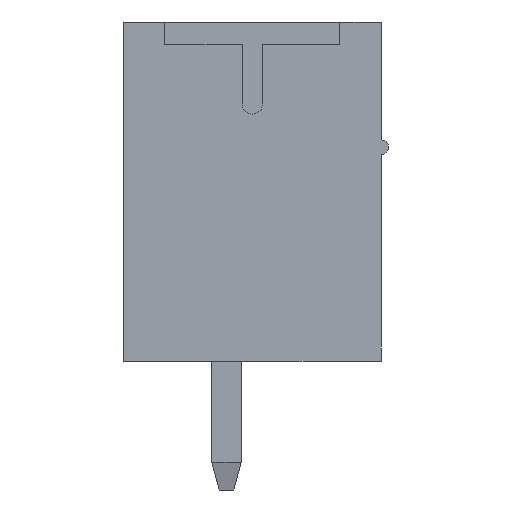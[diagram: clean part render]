
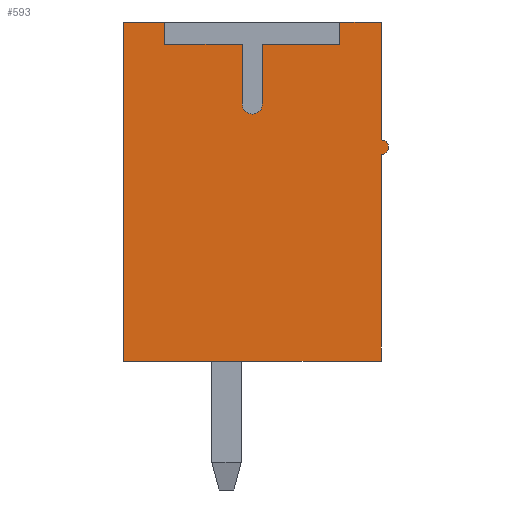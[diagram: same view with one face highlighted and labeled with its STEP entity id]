
A CAD part, left-side view. The second image highlights one B-rep face of the part: STEP entity #593.
In plain terms, the highlighted planar face has unit normal (-1, 0, 0).
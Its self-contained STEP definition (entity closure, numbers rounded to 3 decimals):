
#593 = ADVANCED_FACE( '', ( #1395 ), #1396, .F. );
#1395 = FACE_OUTER_BOUND( '', #2461, .T. );
#1396 = PLANE( '', #2462 );
#2461 = EDGE_LOOP( '', ( #3977, #3978, #3979, #3980, #3981, #3982, #3983, #3984, #3985, #3986, #3987, #3988, #3989, #3990 ) );
#2462 = AXIS2_PLACEMENT_3D( '', #3991, #3992, #3993 );
#3977 = ORIENTED_EDGE( '', *, *, #6971, .T. );
#3978 = ORIENTED_EDGE( '', *, *, #6972, .T. );
#3979 = ORIENTED_EDGE( '', *, *, #6572, .T. );
#3980 = ORIENTED_EDGE( '', *, *, #6973, .T. );
#3981 = ORIENTED_EDGE( '', *, *, #6974, .T. );
#3982 = ORIENTED_EDGE( '', *, *, #6975, .T. );
#3983 = ORIENTED_EDGE( '', *, *, #6976, .T. );
#3984 = ORIENTED_EDGE( '', *, *, #6977, .T. );
#3985 = ORIENTED_EDGE( '', *, *, #6978, .T. );
#3986 = ORIENTED_EDGE( '', *, *, #6979, .T. );
#3987 = ORIENTED_EDGE( '', *, *, #6923, .T. );
#3988 = ORIENTED_EDGE( '', *, *, #6980, .T. );
#3989 = ORIENTED_EDGE( '', *, *, #6981, .T. );
#3990 = ORIENTED_EDGE( '', *, *, #6982, .T. );
#3991 = CARTESIAN_POINT( '', ( -13.78, 0., 2.375 ) );
#3992 = DIRECTION( '', ( 1., 0., 0. ) );
#3993 = DIRECTION( '', ( 0., 0., -1. ) );
#6572 = EDGE_CURVE( '', #7871, #7869, #7872, .T. );
#6923 = EDGE_CURVE( '', #8483, #8484, #8485, .T. );
#6971 = EDGE_CURVE( '', #8569, #8570, #8571, .T. );
#6972 = EDGE_CURVE( '', #8570, #7871, #8572, .T. );
#6973 = EDGE_CURVE( '', #7869, #8573, #8574, .T. );
#6974 = EDGE_CURVE( '', #8573, #8575, #8576, .T. );
#6975 = EDGE_CURVE( '', #8575, #8577, #8578, .T. );
#6976 = EDGE_CURVE( '', #8577, #8579, #8580, .T. );
#6977 = EDGE_CURVE( '', #8579, #8581, #8582, .T. );
#6978 = EDGE_CURVE( '', #8581, #8583, #8584, .T. );
#6979 = EDGE_CURVE( '', #8583, #8483, #8585, .T. );
#6980 = EDGE_CURVE( '', #8484, #8586, #8587, .T. );
#6981 = EDGE_CURVE( '', #8586, #8588, #8589, .T. );
#6982 = EDGE_CURVE( '', #8588, #8569, #8590, .F. );
#7869 = VERTEX_POINT( '', #9793 );
#7871 = VERTEX_POINT( '', #9796 );
#7872 = LINE( '', #9797, #9798 );
#8483 = VERTEX_POINT( '', #10683 );
#8484 = VERTEX_POINT( '', #10684 );
#8485 = LINE( '', #10685, #10686 );
#8569 = VERTEX_POINT( '', #10816 );
#8570 = VERTEX_POINT( '', #10817 );
#8571 = LINE( '', #10818, #10819 );
#8572 = LINE( '', #10820, #10821 );
#8573 = VERTEX_POINT( '', #10822 );
#8574 = LINE( '', #10823, #10824 );
#8575 = VERTEX_POINT( '', #10825 );
#8576 = LINE( '', #10826, #10827 );
#8577 = VERTEX_POINT( '', #10828 );
#8578 = CIRCLE( '', #10829, 0.275 );
#8579 = VERTEX_POINT( '', #10830 );
#8580 = LINE( '', #10831, #10832 );
#8581 = VERTEX_POINT( '', #10833 );
#8582 = LINE( '', #10834, #10835 );
#8583 = VERTEX_POINT( '', #10836 );
#8584 = LINE( '', #10837, #10838 );
#8585 = LINE( '', #10839, #10840 );
#8586 = VERTEX_POINT( '', #10841 );
#8587 = LINE( '', #10842, #10843 );
#8588 = VERTEX_POINT( '', #10844 );
#8589 = LINE( '', #10845, #10846 );
#8590 = CIRCLE( '', #10847, 0.2 );
#9793 = CARTESIAN_POINT( '', ( -13.78, -2.375, 4. ) );
#9796 = CARTESIAN_POINT( '', ( -13.78, -2.375, 4.6 ) );
#9797 = CARTESIAN_POINT( '', ( -13.78, -2.375, 4.6 ) );
#9798 = VECTOR( '', #12547, 1000. );
#10683 = CARTESIAN_POINT( '', ( -13.78, 3.5, 4.6 ) );
#10684 = CARTESIAN_POINT( '', ( -13.78, 3.5, -4.6 ) );
#10685 = CARTESIAN_POINT( '', ( -13.78, 3.5, 4.6 ) );
#10686 = VECTOR( '', #12864, 1000. );
#10816 = CARTESIAN_POINT( '', ( -13.78, -3.5, 1.4 ) );
#10817 = CARTESIAN_POINT( '', ( -13.78, -3.5, 4.6 ) );
#10818 = CARTESIAN_POINT( '', ( -13.78, -3.5, 1.4 ) );
#10819 = VECTOR( '', #12911, 1000. );
#10820 = CARTESIAN_POINT( '', ( -13.78, -3.871, 4.6 ) );
#10821 = VECTOR( '', #12912, 1000. );
#10822 = CARTESIAN_POINT( '', ( -13.78, -0.275, 4. ) );
#10823 = CARTESIAN_POINT( '', ( -13.78, -2.375, 4. ) );
#10824 = VECTOR( '', #12913, 1000. );
#10825 = CARTESIAN_POINT( '', ( -13.78, -0.275, 2.375 ) );
#10826 = CARTESIAN_POINT( '', ( -13.78, -0.275, 4. ) );
#10827 = VECTOR( '', #12914, 1000. );
#10828 = CARTESIAN_POINT( '', ( -13.78, 0.275, 2.375 ) );
#10829 = AXIS2_PLACEMENT_3D( '', #12915, #12916, #12917 );
#10830 = CARTESIAN_POINT( '', ( -13.78, 0.275, 4. ) );
#10831 = CARTESIAN_POINT( '', ( -13.78, 0.275, 2.375 ) );
#10832 = VECTOR( '', #12918, 1000. );
#10833 = CARTESIAN_POINT( '', ( -13.78, 2.375, 4. ) );
#10834 = CARTESIAN_POINT( '', ( -13.78, 0.275, 4. ) );
#10835 = VECTOR( '', #12919, 1000. );
#10836 = CARTESIAN_POINT( '', ( -13.78, 2.375, 4.6 ) );
#10837 = CARTESIAN_POINT( '', ( -13.78, 2.375, 4. ) );
#10838 = VECTOR( '', #12920, 1000. );
#10839 = CARTESIAN_POINT( '', ( -13.78, 2.375, 4.6 ) );
#10840 = VECTOR( '', #12921, 1000. );
#10841 = CARTESIAN_POINT( '', ( -13.78, -3.5, -4.6 ) );
#10842 = CARTESIAN_POINT( '', ( -13.78, 3.5, -4.6 ) );
#10843 = VECTOR( '', #12922, 1000. );
#10844 = CARTESIAN_POINT( '', ( -13.78, -3.5, 1. ) );
#10845 = CARTESIAN_POINT( '', ( -13.78, -3.5, -4.6 ) );
#10846 = VECTOR( '', #12923, 1000. );
#10847 = AXIS2_PLACEMENT_3D( '', #12924, #12925, #12926 );
#12547 = DIRECTION( '', ( 0., 0., -1. ) );
#12864 = DIRECTION( '', ( 0., 0., -1. ) );
#12911 = DIRECTION( '', ( 0., 0., 1. ) );
#12912 = DIRECTION( '', ( 0., 1., 0. ) );
#12913 = DIRECTION( '', ( 0., 1., 0. ) );
#12914 = DIRECTION( '', ( 0., 0., -1. ) );
#12915 = CARTESIAN_POINT( '', ( -13.78, 0., 2.375 ) );
#12916 = DIRECTION( '', ( 1., 0., 0. ) );
#12917 = DIRECTION( '', ( 0., -1., 0. ) );
#12918 = DIRECTION( '', ( 0., 0., 1. ) );
#12919 = DIRECTION( '', ( 0., 1., 0. ) );
#12920 = DIRECTION( '', ( 0., 0., 1. ) );
#12921 = DIRECTION( '', ( 0., 1., 0. ) );
#12922 = DIRECTION( '', ( 0., -1., 0. ) );
#12923 = DIRECTION( '', ( 0., 0., 1. ) );
#12924 = CARTESIAN_POINT( '', ( -13.78, -3.5, 1.2 ) );
#12925 = DIRECTION( '', ( 1., 0., 0. ) );
#12926 = DIRECTION( '', ( 0., 0., -1. ) );
